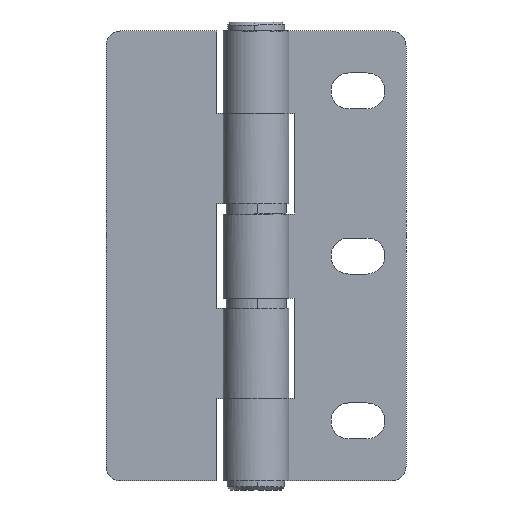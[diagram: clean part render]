
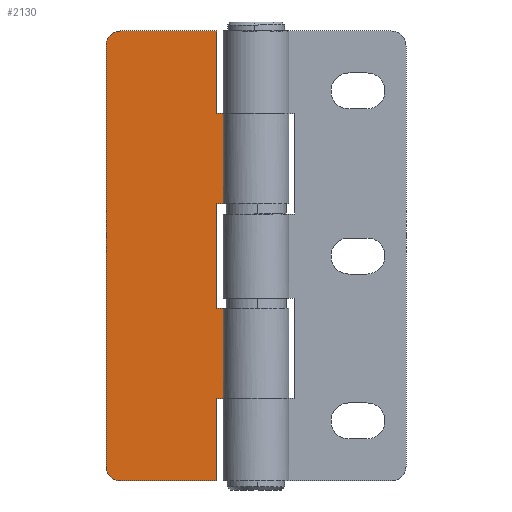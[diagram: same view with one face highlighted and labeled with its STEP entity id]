
A CAD part, front view. The second image highlights one B-rep face of the part: STEP entity #2130.
In plain terms, the highlighted free-form (B-spline) face has degree [1, 1] with [2, 2] control points.
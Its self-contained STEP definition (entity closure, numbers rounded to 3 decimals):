
#1359=CARTESIAN_POINT('',(-13.0,6.0,122.5));
#1360=VERTEX_POINT('',#1359);
#1366=CARTESIAN_POINT('',(0.,6.0,122.5));
#1367=VERTEX_POINT('',#1366);
#1368=CARTESIAN_POINT('',(0.,6.0,122.5));
#1369=CARTESIAN_POINT('',(-13.0,6.0,122.5));
#1370=QUASI_UNIFORM_CURVE('',1,(#1368,#1369),.UNSPECIFIED.,.F.,.U.);
#1371=EDGE_CURVE('',#1367,#1360,#1370,.T.);
#1436=CARTESIAN_POINT('',(-13.0,6.0,150.0));
#1437=VERTEX_POINT('',#1436);
#1443=CARTESIAN_POINT('',(-13.0,6.0,122.5));
#1444=CARTESIAN_POINT('',(-13.0,6.0,150.0));
#1445=QUASI_UNIFORM_CURVE('',1,(#1443,#1444),.UNSPECIFIED.,.F.,.U.);
#1446=EDGE_CURVE('',#1360,#1437,#1445,.T.);
#1465=CARTESIAN_POINT('',(-13.0,6.0,57.5));
#1466=VERTEX_POINT('',#1465);
#1472=CARTESIAN_POINT('',(0.,6.0,57.5));
#1473=VERTEX_POINT('',#1472);
#1474=CARTESIAN_POINT('',(0.,6.0,57.5));
#1475=CARTESIAN_POINT('',(-13.0,6.0,57.5));
#1476=QUASI_UNIFORM_CURVE('',1,(#1474,#1475),.UNSPECIFIED.,.F.,.U.);
#1477=EDGE_CURVE('',#1473,#1466,#1476,.T.);
#1542=CARTESIAN_POINT('',(-13.0,6.0,92.5));
#1543=VERTEX_POINT('',#1542);
#1549=CARTESIAN_POINT('',(-13.0,6.0,57.5));
#1550=CARTESIAN_POINT('',(-13.0,6.0,92.5));
#1551=QUASI_UNIFORM_CURVE('',1,(#1549,#1550),.UNSPECIFIED.,.F.,.U.);
#1552=EDGE_CURVE('',#1466,#1543,#1551,.T.);
#1598=CARTESIAN_POINT('',(0.,6.0,92.5));
#1599=VERTEX_POINT('',#1598);
#1619=CARTESIAN_POINT('',(-13.0,6.0,92.5));
#1620=CARTESIAN_POINT('',(0.,6.0,92.5));
#1621=QUASI_UNIFORM_CURVE('',1,(#1619,#1620),.UNSPECIFIED.,.F.,.U.);
#1622=EDGE_CURVE('',#1543,#1599,#1621,.T.);
#1632=CARTESIAN_POINT('',(-13.0,6.0,0.0));
#1633=VERTEX_POINT('',#1632);
#1648=CARTESIAN_POINT('',(-13.0,6.0,27.5));
#1649=VERTEX_POINT('',#1648);
#1655=CARTESIAN_POINT('',(-13.0,6.0,0.0));
#1656=CARTESIAN_POINT('',(-13.0,6.0,27.5));
#1657=QUASI_UNIFORM_CURVE('',1,(#1655,#1656),.UNSPECIFIED.,.F.,.U.);
#1658=EDGE_CURVE('',#1633,#1649,#1657,.T.);
#1704=CARTESIAN_POINT('',(0.,6.0,27.5));
#1705=VERTEX_POINT('',#1704);
#1725=CARTESIAN_POINT('',(-13.0,6.0,27.5));
#1726=CARTESIAN_POINT('',(0.,6.0,27.5));
#1727=QUASI_UNIFORM_CURVE('',1,(#1725,#1726),.UNSPECIFIED.,.F.,.U.);
#1728=EDGE_CURVE('',#1649,#1705,#1727,.T.);
#1747=CARTESIAN_POINT('',(-50.0,6.0,5.0));
#1748=VERTEX_POINT('',#1747);
#1749=CARTESIAN_POINT('',(-45.0,6.0,0.0));
#1750=VERTEX_POINT('',#1749);
#1751=CARTESIAN_POINT('',(-50.,6.0,5.0));
#1752=CARTESIAN_POINT('',(-50.,6.0,0.0));
#1753=CARTESIAN_POINT('',(-45.0,6.0,0.0));
#1761=(BOUNDED_CURVE()B_SPLINE_CURVE(2,(#1751,#1752,#1753),.UNSPECIFIED.,.F.,.U.)CURVE()GEOMETRIC_REPRESENTATION_ITEM()QUASI_UNIFORM_CURVE()RATIONAL_B_SPLINE_CURVE((1.0,0.707,1.0))REPRESENTATION_ITEM(''));
#1762=EDGE_CURVE('',#1748,#1750,#1761,.T.);
#1808=CARTESIAN_POINT('',(-45.0,6.0,150.0));
#1809=VERTEX_POINT('',#1808);
#1810=CARTESIAN_POINT('',(-50.0,6.0,145.0));
#1811=VERTEX_POINT('',#1810);
#1812=CARTESIAN_POINT('',(-45.0,6.0,150.0));
#1813=CARTESIAN_POINT('',(-50.,6.0,150.));
#1814=CARTESIAN_POINT('',(-50.,6.0,145.0));
#1822=(BOUNDED_CURVE()B_SPLINE_CURVE(2,(#1812,#1813,#1814),.UNSPECIFIED.,.F.,.U.)CURVE()GEOMETRIC_REPRESENTATION_ITEM()QUASI_UNIFORM_CURVE()RATIONAL_B_SPLINE_CURVE((1.0,0.707,1.0))REPRESENTATION_ITEM(''));
#1823=EDGE_CURVE('',#1809,#1811,#1822,.T.);
#1866=CARTESIAN_POINT('',(-50.0,6.0,145.0));
#1867=CARTESIAN_POINT('',(-50.0,6.0,5.0));
#1868=QUASI_UNIFORM_CURVE('',1,(#1866,#1867),.UNSPECIFIED.,.F.,.U.);
#1869=EDGE_CURVE('',#1811,#1748,#1868,.T.);
#1886=CARTESIAN_POINT('',(-13.0,6.0,0.0));
#1887=CARTESIAN_POINT('',(-45.0,6.0,0.0));
#1888=QUASI_UNIFORM_CURVE('',1,(#1886,#1887),.UNSPECIFIED.,.F.,.U.);
#1889=EDGE_CURVE('',#1633,#1750,#1888,.T.);
#1918=CARTESIAN_POINT('',(0.,6.0,57.5));
#1919=CARTESIAN_POINT('',(0.,6.0,27.5));
#1920=QUASI_UNIFORM_CURVE('',1,(#1918,#1919),.UNSPECIFIED.,.F.,.U.);
#1921=EDGE_CURVE('',#1473,#1705,#1920,.T.);
#1993=CARTESIAN_POINT('',(-13.0,6.0,150.0));
#1994=CARTESIAN_POINT('',(-45.0,6.0,150.0));
#1995=QUASI_UNIFORM_CURVE('',1,(#1993,#1994),.UNSPECIFIED.,.F.,.U.);
#1996=EDGE_CURVE('',#1437,#1809,#1995,.T.);
#2024=CARTESIAN_POINT('',(0.,6.0,122.5));
#2025=CARTESIAN_POINT('',(0.,6.0,92.5));
#2026=QUASI_UNIFORM_CURVE('',1,(#2024,#2025),.UNSPECIFIED.,.F.,.U.);
#2027=EDGE_CURVE('',#1367,#1599,#2026,.T.);
#2109=CARTESIAN_POINT('',(-52.497,6.0,157.492));
#2110=CARTESIAN_POINT('',(-52.497,6.0,-7.493));
#2111=CARTESIAN_POINT('',(2.498,6.0,157.492));
#2112=CARTESIAN_POINT('',(2.498,6.0,-7.493));
#2113=B_SPLINE_SURFACE_WITH_KNOTS('',1,1,((#2109,#2111),(#2110,#2112)),.UNSPECIFIED.,.F.,.F.,.U.,(2,2),(2,2),(0.0,164.985),(0.0,54.995),.UNSPECIFIED.);
#2114=ORIENTED_EDGE('',*,*,#1371,.T.);
#2115=ORIENTED_EDGE('',*,*,#1446,.T.);
#2116=ORIENTED_EDGE('',*,*,#1996,.T.);
#2117=ORIENTED_EDGE('',*,*,#1823,.T.);
#2118=ORIENTED_EDGE('',*,*,#1869,.T.);
#2119=ORIENTED_EDGE('',*,*,#1762,.T.);
#2120=ORIENTED_EDGE('',*,*,#1889,.F.);
#2121=ORIENTED_EDGE('',*,*,#1658,.T.);
#2122=ORIENTED_EDGE('',*,*,#1728,.T.);
#2123=ORIENTED_EDGE('',*,*,#1921,.F.);
#2124=ORIENTED_EDGE('',*,*,#1477,.T.);
#2125=ORIENTED_EDGE('',*,*,#1552,.T.);
#2126=ORIENTED_EDGE('',*,*,#1622,.T.);
#2127=ORIENTED_EDGE('',*,*,#2027,.F.);
#2128=EDGE_LOOP('',(#2114,#2115,#2116,#2117,#2118,#2119,#2120,#2121,#2122,#2123,#2124,#2125,#2126,#2127));
#2129=FACE_OUTER_BOUND('',#2128,.T.);
#2130=ADVANCED_FACE('',(#2129),#2113,.T.);
